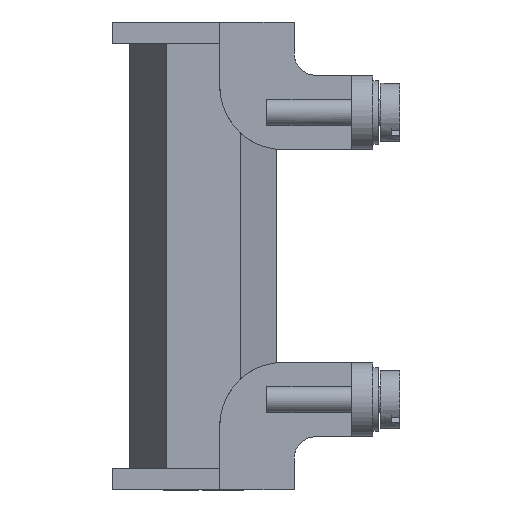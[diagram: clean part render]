
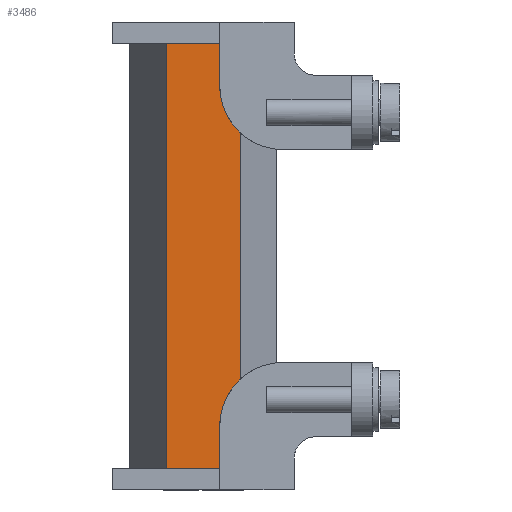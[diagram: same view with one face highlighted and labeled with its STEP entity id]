
A CAD part, left-side view. The second image highlights one B-rep face of the part: STEP entity #3486.
In plain terms, the highlighted free-form (B-spline) face has degree [1, 1] with [2, 2] control points.
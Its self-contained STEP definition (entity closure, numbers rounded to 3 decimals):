
#3386=CARTESIAN_POINT('V90',(-6.,10.486,
   -20.0));
#3387=VERTEX_POINT('V90',#3386);
#3393=CARTESIAN_POINT('V91',(-6.,17.414,
   -20.0));
#3394=VERTEX_POINT('V91',#3393);
#3395=CARTESIAN_POINT('E118',(-6.,10.486,
   -20.0));
#3396=CARTESIAN_POINT('E118',(-6.,17.414,
   -20.0));
#3397=QUASI_UNIFORM_CURVE('E118',1,(#3395,#3396),.POLYLINE_FORM.,.F.,
   .U.);
#3398=EDGE_CURVE('E118',#3387,#3394,#3397,.T.);
#3448=CARTESIAN_POINT('V201',(-6.,17.414,
   20.0));
#3449=VERTEX_POINT('V201',#3448);
#3457=CARTESIAN_POINT('E473',(-6.,17.414,
   -20.0));
#3458=CARTESIAN_POINT('E473',(-6.,17.414,
   20.0));
#3459=QUASI_UNIFORM_CURVE('E473',1,(#3457,#3458),.POLYLINE_FORM.,.F.,
   .U.);
#3460=EDGE_CURVE('E473',#3394,#3449,#3459,.T.);
#3465=CARTESIAN_POINT('F160',(-6.,17.514,
   -20.1));
#3466=CARTESIAN_POINT('F160',(-6.,10.386,
   -20.1));
#3467=CARTESIAN_POINT('F160',(-6.,17.514,
   20.1));
#3468=CARTESIAN_POINT('F160',(-6.,10.386,
   20.1));
#3469=B_SPLINE_SURFACE_WITH_KNOTS('F160',1,1,((#3465,#3467),(
   #3466,#3468)),.PLANE_SURF.,.F.,.F.,.U.,(2,2),(2,2),(0.0,1.0),(
   0.0,5.64),.UNSPECIFIED.);
#3470=CARTESIAN_POINT('V200',(-6.,10.486,
   20.0));
#3471=VERTEX_POINT('V200',#3470);
#3472=CARTESIAN_POINT('E292',(-6.,10.486,
   20.0));
#3473=CARTESIAN_POINT('E292',(-6.,17.414,
   20.0));
#3474=QUASI_UNIFORM_CURVE('E292',1,(#3472,#3473),.POLYLINE_FORM.,.F.,
   .U.);
#3475=EDGE_CURVE('E292',#3471,#3449,#3474,.T.);
#3476=ORIENTED_EDGE('E292',*,*,#3475,.T.);
#3477=ORIENTED_EDGE('F161',*,*,#3460,.F.);
#3478=ORIENTED_EDGE('E118',*,*,#3398,.F.);
#3479=CARTESIAN_POINT('E472',(-6.,10.486,
   -20.0));
#3480=CARTESIAN_POINT('E472',(-6.,10.486,
   20.0));
#3481=QUASI_UNIFORM_CURVE('E472',1,(#3479,#3480),.POLYLINE_FORM.,.F.,
   .U.);
#3482=EDGE_CURVE('E472',#3387,#3471,#3481,.T.);
#3483=ORIENTED_EDGE('E472',*,*,#3482,.T.);
#3484=EDGE_LOOP('F160',(#3476,#3477,#3478,#3483));
#3485=FACE_OUTER_BOUND('F160',#3484,.T.);
#3486=ADVANCED_FACE('F160',(#3485),#3469,.T.);
